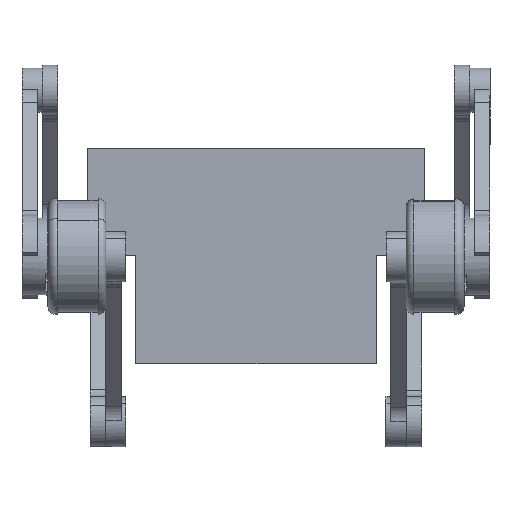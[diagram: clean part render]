
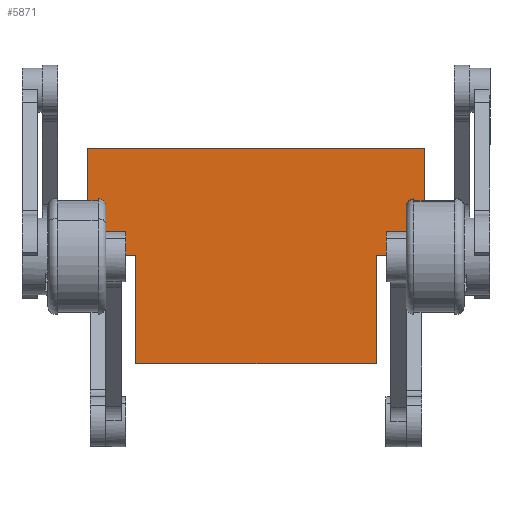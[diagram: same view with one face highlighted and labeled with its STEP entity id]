
A CAD part, front view. The second image highlights one B-rep face of the part: STEP entity #5871.
In plain terms, the highlighted planar face has unit normal (0, -1, 0).
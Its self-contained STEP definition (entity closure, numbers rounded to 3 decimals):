
#125 = VECTOR ( 'NONE', #8031, 1000. ) ;
#331 = CARTESIAN_POINT ( 'NONE',  ( -87.5, 0., -56. ) ) ;
#1479 = ORIENTED_EDGE ( 'NONE', *, *, #29600, .F. ) ;
#1903 = CARTESIAN_POINT ( 'NONE',  ( 87.5, 0., -56. ) ) ;
#1953 = CARTESIAN_POINT ( 'NONE',  ( -62.5, 0., -56. ) ) ;
#2959 = EDGE_CURVE ( 'NONE', #25175, #3865, #17953, .T. ) ;
#3865 = VERTEX_POINT ( 'NONE', #6316 ) ;
#3876 = CARTESIAN_POINT ( 'NONE',  ( 62.5, 0., -56. ) ) ;
#5052 = VERTEX_POINT ( 'NONE', #331 ) ;
#5807 = CARTESIAN_POINT ( 'NONE',  ( -87.5, 0., 0. ) ) ;
#5845 = LINE ( 'NONE', #8069, #26473 ) ;
#5871 = ADVANCED_FACE ( 'NONE', ( #11065 ), #23607, .T. ) ;
#6227 = LINE ( 'NONE', #22866, #26814 ) ;
#6316 = CARTESIAN_POINT ( 'NONE',  ( 87.5, 0., 0. ) ) ;
#6695 = LINE ( 'NONE', #9956, #27138 ) ;
#6755 = ORIENTED_EDGE ( 'NONE', *, *, #8087, .F. ) ;
#7614 = VERTEX_POINT ( 'NONE', #30865 ) ;
#8031 = DIRECTION ( 'NONE',  ( 0., 0., 1. ) ) ;
#8069 = CARTESIAN_POINT ( 'NONE',  ( 62.5, 0., -56. ) ) ;
#8087 = EDGE_CURVE ( 'NONE', #27736, #7614, #6695, .T. ) ;
#8140 = CARTESIAN_POINT ( 'NONE',  ( -62.5, 0., -56. ) ) ;
#9165 = CARTESIAN_POINT ( 'NONE',  ( 0., 0., 0. ) ) ;
#9956 = CARTESIAN_POINT ( 'NONE',  ( 62.5, 0., -112. ) ) ;
#10024 = VERTEX_POINT ( 'NONE', #21559 ) ;
#10701 = AXIS2_PLACEMENT_3D ( 'NONE', #9165, #20744, #28079 ) ;
#11065 = FACE_OUTER_BOUND ( 'NONE', #20498, .T. ) ;
#12408 = CARTESIAN_POINT ( 'NONE',  ( 87.5, 0., 0. ) ) ;
#12790 = VECTOR ( 'NONE', #23541, 1000. ) ;
#13580 = VECTOR ( 'NONE', #22094, 1000. ) ;
#15254 = VECTOR ( 'NONE', #20219, 1000. ) ;
#16233 = DIRECTION ( 'NONE',  ( -1., 0., 0. ) ) ;
#16947 = EDGE_CURVE ( 'NONE', #30888, #5052, #27865, .T. ) ;
#16955 = EDGE_CURVE ( 'NONE', #10024, #30888, #30241, .T. ) ;
#17953 = LINE ( 'NONE', #12408, #13580 ) ;
#18860 = ORIENTED_EDGE ( 'NONE', *, *, #16947, .F. ) ;
#20219 = DIRECTION ( 'NONE',  ( 0., 0., -1. ) ) ;
#20498 = EDGE_LOOP ( 'NONE', ( #21212, #28783, #6755, #28845, #1479, #21066, #22384, #18860 ) ) ;
#20744 = DIRECTION ( 'NONE',  ( 0., -1., 0. ) ) ;
#21066 = ORIENTED_EDGE ( 'NONE', *, *, #2959, .F. ) ;
#21212 = ORIENTED_EDGE ( 'NONE', *, *, #16955, .F. ) ;
#21265 = LINE ( 'NONE', #27553, #15254 ) ;
#21559 = CARTESIAN_POINT ( 'NONE',  ( -62.5, 0., -112. ) ) ;
#22094 = DIRECTION ( 'NONE',  ( 1., 0., 0. ) ) ;
#22384 = ORIENTED_EDGE ( 'NONE', *, *, #24266, .F. ) ;
#22866 = CARTESIAN_POINT ( 'NONE',  ( -62.5, 0., -112. ) ) ;
#23541 = DIRECTION ( 'NONE',  ( 0., 0., 1. ) ) ;
#23607 = PLANE ( 'NONE',  #10701 ) ;
#23785 = EDGE_CURVE ( 'NONE', #26932, #27736, #5845, .T. ) ;
#23957 = VECTOR ( 'NONE', #16233, 1000. ) ;
#24266 = EDGE_CURVE ( 'NONE', #5052, #25175, #29936, .T. ) ;
#25051 = DIRECTION ( 'NONE',  ( -1., 0., 0. ) ) ;
#25175 = VERTEX_POINT ( 'NONE', #29903 ) ;
#25580 = DIRECTION ( 'NONE',  ( -1., 0., 0. ) ) ;
#25632 = CARTESIAN_POINT ( 'NONE',  ( -87.5, 0., -56. ) ) ;
#26208 = DIRECTION ( 'NONE',  ( 0., 0., -1. ) ) ;
#26473 = VECTOR ( 'NONE', #25051, 1000. ) ;
#26814 = VECTOR ( 'NONE', #25580, 1000. ) ;
#26832 = EDGE_CURVE ( 'NONE', #7614, #10024, #6227, .T. ) ;
#26932 = VERTEX_POINT ( 'NONE', #1903 ) ;
#27138 = VECTOR ( 'NONE', #26208, 1000. ) ;
#27553 = CARTESIAN_POINT ( 'NONE',  ( 87.5, 0., -56. ) ) ;
#27736 = VERTEX_POINT ( 'NONE', #3876 ) ;
#27865 = LINE ( 'NONE', #25632, #23957 ) ;
#28079 = DIRECTION ( 'NONE',  ( 0., 0., -1. ) ) ;
#28783 = ORIENTED_EDGE ( 'NONE', *, *, #26832, .F. ) ;
#28845 = ORIENTED_EDGE ( 'NONE', *, *, #23785, .F. ) ;
#29600 = EDGE_CURVE ( 'NONE', #3865, #26932, #21265, .T. ) ;
#29903 = CARTESIAN_POINT ( 'NONE',  ( -87.5, 0., 0. ) ) ;
#29936 = LINE ( 'NONE', #5807, #125 ) ;
#30241 = LINE ( 'NONE', #1953, #12790 ) ;
#30865 = CARTESIAN_POINT ( 'NONE',  ( 62.5, 0., -112. ) ) ;
#30888 = VERTEX_POINT ( 'NONE', #8140 ) ;
